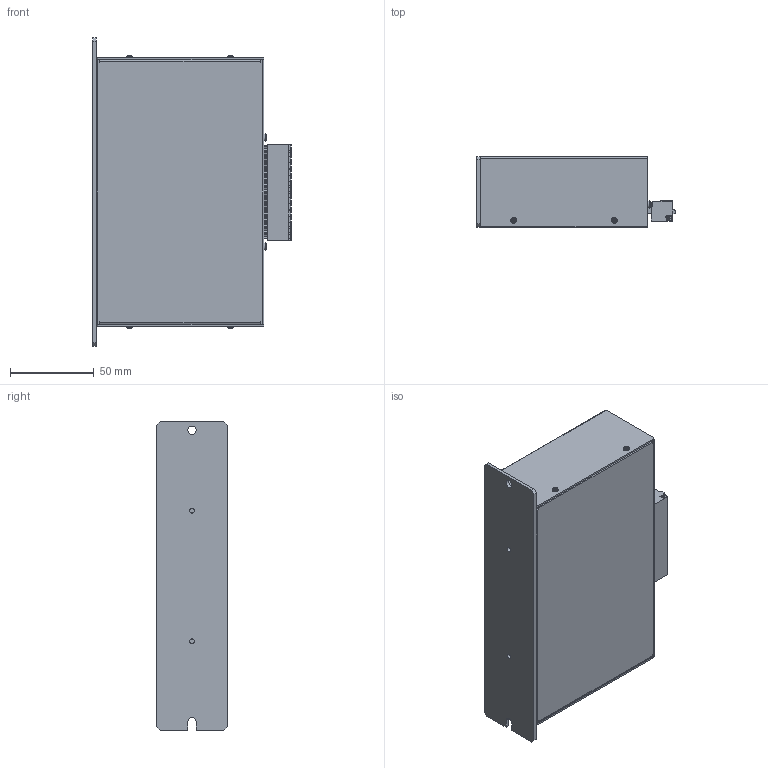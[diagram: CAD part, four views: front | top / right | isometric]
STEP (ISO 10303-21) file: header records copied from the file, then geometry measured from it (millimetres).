
FILE_DESCRIPTION(('FreeCAD Model'),'2;1');
FILE_NAME('KSVA.step 2.step', '2020-09-11T09:06:15',('Author'),(''), 'Open CASCADE STEP processor 7.3','FreeCAD','Unknown');
FILE_SCHEMA(('AUTOMOTIVE_DESIGN { 1 0 10303 214 1 1 1 1 }'));
Length unit declared in the file: millimetre
Products named in the file (12): KSVA??_001; _NKJ2.6-007; _BKJ2-6; _BKJ2-007; _NKJ2.6-6; _BKJ2-008; _BKJ2-009; KSVA??_2_001; KSVA??_3_001; KSVA??_4_001; KSVA??_4_002; fk-mcp_1.5-16-st-3.007
Bounding box: 118.34 x 42 x 184 mm (x, y, z)
Volume: 78979.3 mm3; surface area: 130665.2 mm2
Topology: 12 solids, 12 shells, 1827 faces, 4730 edges, 3026 vertices
Faces by surface type: plane 1142, cylinder 528, cone 138, torus 12, sphere 6, extrusion 1
Full cylindrical faces by diameter (mm): 1.754 x4, 2 x8, 2.324 x2, 2.5 x4, 2.6 x10, 3 x16, 4 x3, 5 x1, 6 x14
Entity records: 139848 total; most frequent: CARTESIAN_POINT 33292, DIRECTION 18421, VECTOR 11128, LINE 11127, ORIENTED_EDGE 9460, PCURVE 9460, DEFINITIONAL_REPRESENTATION 9460, EDGE_CURVE 4730
